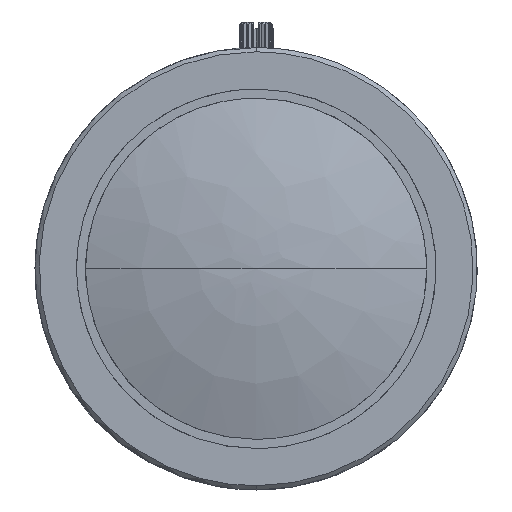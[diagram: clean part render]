
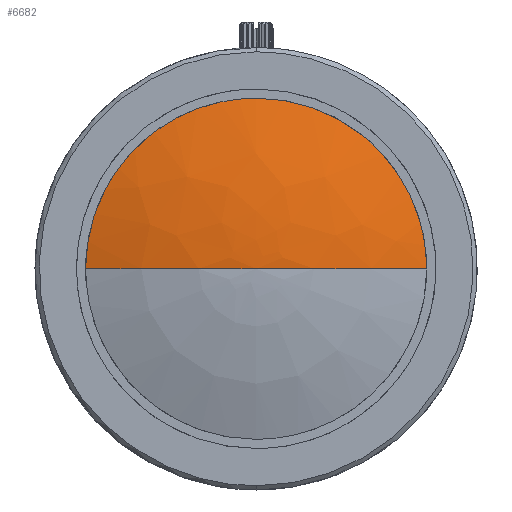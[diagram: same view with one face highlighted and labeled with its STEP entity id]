
A CAD part, left-side view. The second image highlights one B-rep face of the part: STEP entity #6682.
In plain terms, the highlighted free-form (B-spline) face has degree [3, 3] with [4, 4] control points.
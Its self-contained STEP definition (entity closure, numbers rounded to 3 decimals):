
#1995 =( BOUNDED_CURVE ( )  B_SPLINE_CURVE ( 3, ( #15998, #30132, #41197, #15771 ),
 .UNSPECIFIED., .F., .F. ) 
 B_SPLINE_CURVE_WITH_KNOTS ( ( 4, 4 ),
 ( 0., 0.5 ),
 .UNSPECIFIED. ) 
 CURVE ( )  GEOMETRIC_REPRESENTATION_ITEM ( )  RATIONAL_B_SPLINE_CURVE ( ( 1., 0.805, 0.805, 1. ) ) 
 REPRESENTATION_ITEM ( '' )  );
#3145 =( BOUNDED_CURVE ( )  B_SPLINE_CURVE ( 3, ( #13857, #16871, #35170, #38871 ),
 .UNSPECIFIED., .F., .F. ) 
 B_SPLINE_CURVE_WITH_KNOTS ( ( 4, 4 ),
 ( 0., 1. ),
 .UNSPECIFIED. ) 
 CURVE ( )  GEOMETRIC_REPRESENTATION_ITEM ( )  RATIONAL_B_SPLINE_CURVE ( ( 1., 0.991, 0.991, 1. ) ) 
 REPRESENTATION_ITEM ( '' )  );
#3270 = CARTESIAN_POINT ( 'NONE',  ( -81.885, -6.836, 0. ) ) ;
#6060 = CARTESIAN_POINT ( 'NONE',  ( -78.563, 20.05, 0. ) ) ;
#6641 = VERTEX_POINT ( 'NONE', #41240 ) ;
#6682 = ADVANCED_FACE ( 'NONE', ( #38025 ), #30281, .F. ) ;
#6751 = CARTESIAN_POINT ( 'NONE',  ( -80.768, 13.58, 27.159 ) ) ;
#9542 = CARTESIAN_POINT ( 'NONE',  ( -81.885, 0., 0. ) ) ;
#9773 = CARTESIAN_POINT ( 'NONE',  ( -81.885, 0., 0. ) ) ;
#13857 = CARTESIAN_POINT ( 'NONE',  ( -78.563, 20.05, 0. ) ) ;
#14794 =( BOUNDED_CURVE ( )  B_SPLINE_CURVE ( 3, ( #44147, #27236, #29825, #26331 ),
 .UNSPECIFIED., .F., .F. ) 
 B_SPLINE_CURVE_WITH_KNOTS ( ( 4, 4 ),
 ( 0., 1. ),
 .UNSPECIFIED. ) 
 CURVE ( )  GEOMETRIC_REPRESENTATION_ITEM ( )  RATIONAL_B_SPLINE_CURVE ( ( 1., 0.991, 0.991, 1. ) ) 
 REPRESENTATION_ITEM ( '' )  );
#14890 = CARTESIAN_POINT ( 'NONE',  ( -78.563, -10.025, 20.05 ) ) ;
#15716 = VERTEX_POINT ( 'NONE', #19080 ) ;
#15771 = CARTESIAN_POINT ( 'NONE',  ( -78.563, 0., 20.05 ) ) ;
#15998 = CARTESIAN_POINT ( 'NONE',  ( -78.563, 20.05, 0. ) ) ;
#16864 = VERTEX_POINT ( 'NONE', #30801 ) ;
#16871 = CARTESIAN_POINT ( 'NONE',  ( -80.768, 13.58, 0. ) ) ;
#16918 = EDGE_CURVE ( 'NONE', #15716, #33369, #1995, .T. ) ;
#17172 = CARTESIAN_POINT ( 'NONE',  ( -78.563, 20.05, 40.1 ) ) ;
#17407 = CARTESIAN_POINT ( 'NONE',  ( -81.885, 6.836, 13.672 ) ) ;
#17642 = CARTESIAN_POINT ( 'NONE',  ( -81.885, 6.836, 0. ) ) ;
#18893 = ORIENTED_EDGE ( 'NONE', *, *, #36556, .T. ) ;
#19080 = CARTESIAN_POINT ( 'NONE',  ( -78.563, 20.05, 0. ) ) ;
#21119 = CARTESIAN_POINT ( 'NONE',  ( -78.563, -20.05, 40.1 ) ) ;
#23879 = EDGE_CURVE ( 'NONE', #33369, #6641, #31474, .T. ) ;
#24350 = CARTESIAN_POINT ( 'NONE',  ( -80.768, -13.58, 0. ) ) ;
#24583 = CARTESIAN_POINT ( 'NONE',  ( -78.563, -20.05, 0. ) ) ;
#25767 = CARTESIAN_POINT ( 'NONE',  ( -78.563, 0., 20.05 ) ) ;
#26331 = CARTESIAN_POINT ( 'NONE',  ( -78.563, -20.05, 0. ) ) ;
#27236 = CARTESIAN_POINT ( 'NONE',  ( -81.885, -6.836, 0. ) ) ;
#27361 = CARTESIAN_POINT ( 'NONE',  ( -80.768, -13.58, 27.159 ) ) ;
#29825 = CARTESIAN_POINT ( 'NONE',  ( -80.768, -13.58, 0. ) ) ;
#30063 = EDGE_CURVE ( 'NONE', #15716, #16864, #3145, .T. ) ;
#30132 = CARTESIAN_POINT ( 'NONE',  ( -78.563, 20.05, 11.745 ) ) ;
#30281 =( BOUNDED_SURFACE ( )  B_SPLINE_SURFACE ( 3, 3, ( 
 ( #24583, #21119, #17172, #6060 ),
 ( #24350, #27361, #6751, #35013 ),
 ( #3270, #35243, #17407, #17642 ),
 ( #9542, #30844, #44942, #9773 ) ),
 .UNSPECIFIED., .F., .F., .F. ) 
 B_SPLINE_SURFACE_WITH_KNOTS ( ( 4, 4 ),
 ( 4, 4 ),
 ( 0., 1. ),
 ( 0., 1. ),
 .UNSPECIFIED. ) 
 GEOMETRIC_REPRESENTATION_ITEM ( )  RATIONAL_B_SPLINE_SURFACE ( (
 ( 1., 0.333, 0.333, 1.),
 ( 0.991, 0.33, 0.33, 0.991),
 ( 0.991, 0.33, 0.33, 0.991),
 ( 1., 0.333, 0.333, 1.) ) ) 
 REPRESENTATION_ITEM ( '' )  SURFACE ( )  );
#30801 = CARTESIAN_POINT ( 'NONE',  ( -81.885, 0., 0. ) ) ;
#30844 = CARTESIAN_POINT ( 'NONE',  ( -81.885, 0., 0. ) ) ;
#31474 =( BOUNDED_CURVE ( )  B_SPLINE_CURVE ( 3, ( #25767, #14890, #42433, #36200 ),
 .UNSPECIFIED., .F., .F. ) 
 B_SPLINE_CURVE_WITH_KNOTS ( ( 4, 4 ),
 ( 0., 0.5 ),
 .UNSPECIFIED. ) 
 CURVE ( )  GEOMETRIC_REPRESENTATION_ITEM ( )  RATIONAL_B_SPLINE_CURVE ( ( 1., 0.667, 0.5, 0.5 ) ) 
 REPRESENTATION_ITEM ( '' )  );
#33310 = ORIENTED_EDGE ( 'NONE', *, *, #23879, .F. ) ;
#33369 = VERTEX_POINT ( 'NONE', #44352 ) ;
#35013 = CARTESIAN_POINT ( 'NONE',  ( -80.768, 13.58, 0. ) ) ;
#35170 = CARTESIAN_POINT ( 'NONE',  ( -81.885, 6.836, 0. ) ) ;
#35243 = CARTESIAN_POINT ( 'NONE',  ( -81.885, -6.836, 13.672 ) ) ;
#36200 = CARTESIAN_POINT ( 'NONE',  ( -78.563, -20.05, 0. ) ) ;
#36556 = EDGE_CURVE ( 'NONE', #16864, #6641, #14794, .T. ) ;
#38025 = FACE_OUTER_BOUND ( 'NONE', #41681, .T. ) ;
#38871 = CARTESIAN_POINT ( 'NONE',  ( -81.885, 0., 0. ) ) ;
#41197 = CARTESIAN_POINT ( 'NONE',  ( -78.563, 11.745, 20.05 ) ) ;
#41240 = CARTESIAN_POINT ( 'NONE',  ( -78.563, -20.05, 0. ) ) ;
#41681 = EDGE_LOOP ( 'NONE', ( #18893, #33310, #43497, #44377 ) ) ;
#42433 = CARTESIAN_POINT ( 'NONE',  ( -78.563, -20.05, 13.367 ) ) ;
#43497 = ORIENTED_EDGE ( 'NONE', *, *, #16918, .F. ) ;
#44147 = CARTESIAN_POINT ( 'NONE',  ( -81.885, 0., 0. ) ) ;
#44352 = CARTESIAN_POINT ( 'NONE',  ( -78.563, 0., 20.05 ) ) ;
#44377 = ORIENTED_EDGE ( 'NONE', *, *, #30063, .T. ) ;
#44942 = CARTESIAN_POINT ( 'NONE',  ( -81.885, 0., 0. ) ) ;
